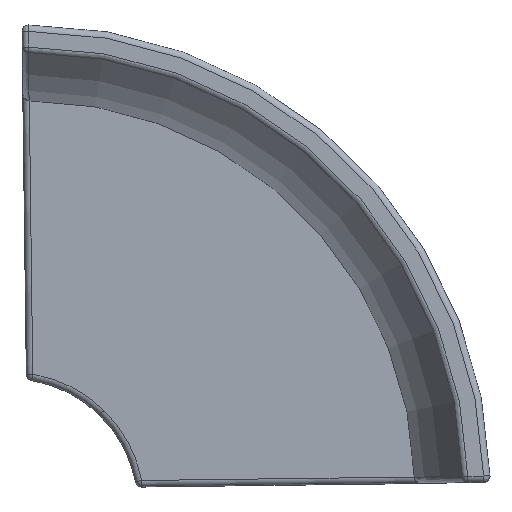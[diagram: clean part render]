
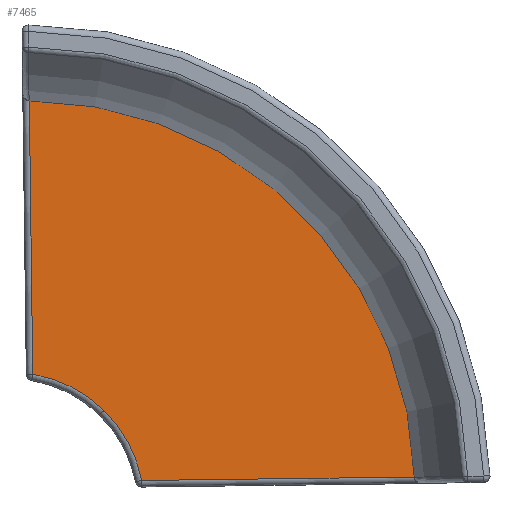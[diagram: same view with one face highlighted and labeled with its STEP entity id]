
A CAD part, top view. The second image highlights one B-rep face of the part: STEP entity #7465.
In plain terms, the highlighted planar face has unit normal (0, 0, 1).
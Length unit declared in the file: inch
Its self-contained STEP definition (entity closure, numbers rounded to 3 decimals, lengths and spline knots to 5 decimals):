
#863=LINE('',#11416,#1129);
#868=LINE('',#11433,#1134);
#1129=VECTOR('',#9263,0.5);
#1134=VECTOR('',#9282,0.3937);
#1383=PLANE('',#8195);
#1563=FACE_OUTER_BOUND('',#2165,.T.);
#2165=EDGE_LOOP('',(#5141,#5142,#5143,#5144,#5145,#5146));
#2775=CIRCLE('',#8154,10.38003);
#2780=CIRCLE('',#8160,10.38003);
#2800=CIRCLE('',#8196,31.84404);
#2801=CIRCLE('',#8197,31.84404);
#3267=VERTEX_POINT('',#11368);
#3268=VERTEX_POINT('',#11370);
#3270=VERTEX_POINT('',#11377);
#3279=VERTEX_POINT('',#11414);
#3284=VERTEX_POINT('',#11432);
#3287=VERTEX_POINT('',#11444);
#3901=EDGE_CURVE('',#3267,#3268,#2775,.T.);
#3906=EDGE_CURVE('',#3270,#3267,#2780,.T.);
#3925=EDGE_CURVE('',#3270,#3279,#863,.T.);
#3933=EDGE_CURVE('',#3268,#3284,#868,.T.);
#3939=EDGE_CURVE('',#3287,#3279,#2800,.T.);
#3940=EDGE_CURVE('',#3284,#3287,#2801,.T.);
#5141=ORIENTED_EDGE('',*,*,#3906,.F.);
#5142=ORIENTED_EDGE('',*,*,#3925,.T.);
#5143=ORIENTED_EDGE('',*,*,#3939,.F.);
#5144=ORIENTED_EDGE('',*,*,#3940,.F.);
#5145=ORIENTED_EDGE('',*,*,#3933,.F.);
#5146=ORIENTED_EDGE('',*,*,#3901,.F.);
#7465=ADVANCED_FACE('',(#1563),#1383,.T.);
#8154=AXIS2_PLACEMENT_3D('',#11371,#9199,#9200);
#8160=AXIS2_PLACEMENT_3D('',#11379,#9211,#9212);
#8195=AXIS2_PLACEMENT_3D('',#11443,#9294,#9295);
#8196=AXIS2_PLACEMENT_3D('',#11445,#9296,#9297);
#8197=AXIS2_PLACEMENT_3D('',#11446,#9298,#9299);
#9199=DIRECTION('center_axis',(0.,0.,1.));
#9200=DIRECTION('ref_axis',(-0.295,0.956,0.));
#9211=DIRECTION('center_axis',(0.,0.,1.));
#9212=DIRECTION('ref_axis',(0.295,0.956,0.));
#9263=DIRECTION('',(0.707,0.707,0.));
#9282=DIRECTION('',(-0.707,0.707,0.));
#9294=DIRECTION('center_axis',(0.,0.,1.));
#9295=DIRECTION('ref_axis',(1.,0.,0.));
#9296=DIRECTION('center_axis',(0.,0.,-1.));
#9297=DIRECTION('ref_axis',(0.384,0.923,0.));
#9298=DIRECTION('center_axis',(0.,0.,-1.));
#9299=DIRECTION('ref_axis',(-0.384,0.923,0.));
#11368=CARTESIAN_POINT('',(0.,-11.89559,4.));
#11370=CARTESIAN_POINT('',(-5.92371,-13.75184,4.));
#11371=CARTESIAN_POINT('Origin',(-0.00001,-22.27562,
4.));
#11377=CARTESIAN_POINT('',(5.92372,-13.7518,4.));
#11379=CARTESIAN_POINT('Origin',(0.00008,-22.27562,
4.));
#11414=CARTESIAN_POINT('',(22.56958,2.89417,4.));
#11416=CARTESIAN_POINT('',(7.6082,-12.06731,4.));
#11432=CARTESIAN_POINT('',(-22.56969,2.89402,4.));
#11433=CARTESIAN_POINT('',(-16.18127,-3.49436,4.));
#11443=CARTESIAN_POINT('Origin',(-0.00004,-0.3386,
4.));
#11444=CARTESIAN_POINT('',(-0.00009,12.27059,4.));
#11445=CARTESIAN_POINT('Origin',(0.00304,-19.57345,4.));
#11446=CARTESIAN_POINT('Origin',(-0.00299,-19.57345,
4.));
